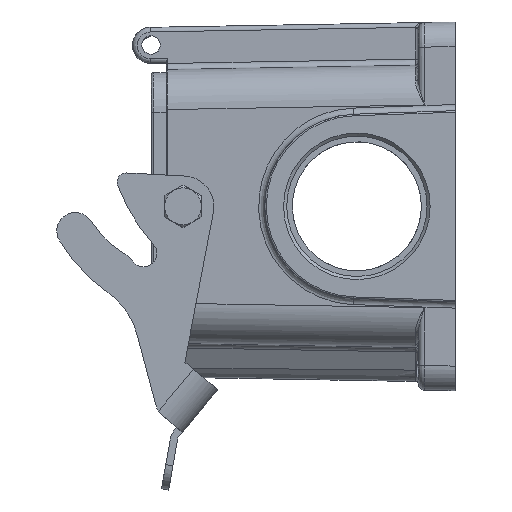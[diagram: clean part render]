
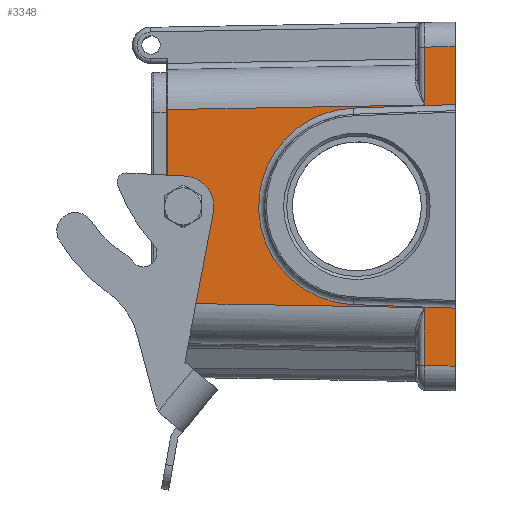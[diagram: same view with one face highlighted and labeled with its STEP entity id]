
A CAD part, left-side view. The second image highlights one B-rep face of the part: STEP entity #3348.
In plain terms, the highlighted planar face has unit normal (-1, 0.018, 0).
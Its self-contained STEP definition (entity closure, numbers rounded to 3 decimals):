
#269=ELLIPSE('',#13295,2.4,2.4);
#415=ELLIPSE('',#13658,32.005,32.);
#1018=FACE_BOUND('',#5145,.T.);
#1019=FACE_BOUND('',#5146,.T.);
#1331=LINE('',#20519,#2220);
#1426=LINE('',#21230,#2315);
#1427=LINE('',#21232,#2316);
#1428=LINE('',#21233,#2317);
#1429=LINE('',#21235,#2318);
#1430=LINE('',#21237,#2319);
#1431=LINE('',#21241,#2320);
#1432=LINE('',#21243,#2321);
#1433=LINE('',#21245,#2322);
#1434=LINE('',#21247,#2323);
#1435=LINE('',#21249,#2324);
#2220=VECTOR('',#15519,1.);
#2315=VECTOR('',#15840,1.);
#2316=VECTOR('',#15843,1.);
#2317=VECTOR('',#15844,1.);
#2318=VECTOR('',#15845,1.);
#2319=VECTOR('',#15846,1.);
#2320=VECTOR('',#15849,1.);
#2321=VECTOR('',#15850,1.);
#2322=VECTOR('',#15851,1.);
#2323=VECTOR('',#15852,1.);
#2324=VECTOR('',#15853,1.);
#3348=ADVANCED_FACE('',(#1018,#1019),#4001,.T.);
#4001=PLANE('',#13659);
#5145=EDGE_LOOP('',(#6845,#6846,#6847,#6848,#6849,#6850,#6851,#6852,#6853,
#6854,#6855,#6856));
#5146=EDGE_LOOP('',(#6857));
#6845=ORIENTED_EDGE('',*,*,#11295,.F.);
#6846=ORIENTED_EDGE('',*,*,#11485,.T.);
#6847=ORIENTED_EDGE('',*,*,#11484,.F.);
#6848=ORIENTED_EDGE('',*,*,#11486,.T.);
#6849=ORIENTED_EDGE('',*,*,#11487,.F.);
#6850=ORIENTED_EDGE('',*,*,#11488,.T.);
#6851=ORIENTED_EDGE('',*,*,#11489,.F.);
#6852=ORIENTED_EDGE('',*,*,#11490,.T.);
#6853=ORIENTED_EDGE('',*,*,#11491,.F.);
#6854=ORIENTED_EDGE('',*,*,#11492,.T.);
#6855=ORIENTED_EDGE('',*,*,#11493,.F.);
#6856=ORIENTED_EDGE('',*,*,#11494,.T.);
#6857=ORIENTED_EDGE('',*,*,#10927,.T.);
#9701=VERTEX_POINT('',#18894);
#9970=VERTEX_POINT('',#20499);
#9971=VERTEX_POINT('',#20520);
#10112=VERTEX_POINT('',#21227);
#10113=VERTEX_POINT('',#21229);
#10114=VERTEX_POINT('',#21234);
#10115=VERTEX_POINT('',#21236);
#10116=VERTEX_POINT('',#21238);
#10117=VERTEX_POINT('',#21240);
#10118=VERTEX_POINT('',#21242);
#10119=VERTEX_POINT('',#21244);
#10120=VERTEX_POINT('',#21246);
#10121=VERTEX_POINT('',#21248);
#10927=EDGE_CURVE('',#9701,#9701,#269,.T.);
#11295=EDGE_CURVE('',#9970,#9971,#1331,.T.);
#11484=EDGE_CURVE('',#10113,#10112,#1426,.T.);
#11485=EDGE_CURVE('',#9970,#10112,#1427,.T.);
#11486=EDGE_CURVE('',#10113,#10114,#1428,.T.);
#11487=EDGE_CURVE('',#10115,#10114,#1429,.T.);
#11488=EDGE_CURVE('',#10115,#10116,#1430,.T.);
#11489=EDGE_CURVE('',#10117,#10116,#415,.T.);
#11490=EDGE_CURVE('',#10117,#10118,#1431,.T.);
#11491=EDGE_CURVE('',#10119,#10118,#1432,.T.);
#11492=EDGE_CURVE('',#10119,#10120,#1433,.T.);
#11493=EDGE_CURVE('',#10121,#10120,#1434,.T.);
#11494=EDGE_CURVE('',#10121,#9971,#1435,.T.);
#13295=AXIS2_PLACEMENT_3D('',#18893,#14870,#14871);
#13658=AXIS2_PLACEMENT_3D('',#21239,#15847,#15848);
#13659=AXIS2_PLACEMENT_3D('',#21250,#15854,#15855);
#14870=DIRECTION('',(1.,-0.017,0.));
#14871=DIRECTION('',(0.017,1.,0.));
#15519=DIRECTION('',(0.,0.,1.));
#15840=DIRECTION('',(0.,0.,1.));
#15843=DIRECTION('',(-0.017,-1.,-0.017));
#15844=DIRECTION('',(-0.017,-1.,-0.017));
#15845=DIRECTION('',(0.,0.,-1.));
#15846=DIRECTION('',(0.017,0.999,0.035));
#15847=DIRECTION('',(-1.,0.017,0.));
#15848=DIRECTION('',(-0.017,-1.,0.));
#15849=DIRECTION('',(-0.017,-0.999,0.035));
#15850=DIRECTION('',(0.,0.,-1.));
#15851=DIRECTION('',(0.017,1.,-0.017));
#15852=DIRECTION('',(0.,0.,1.));
#15853=DIRECTION('',(0.017,1.,-0.017));
#15854=DIRECTION('',(-1.,0.017,0.));
#15855=DIRECTION('',(-0.017,-1.,0.));
#18893=CARTESIAN_POINT('',(-65.853,88.6,0.));
#18894=CARTESIAN_POINT('',(-65.812,91.,0.));
#20499=CARTESIAN_POINT('',(-65.768,93.509,-31.511));
#20519=CARTESIAN_POINT('',(-65.768,93.509,0.));
#20520=CARTESIAN_POINT('',(-65.768,93.509,31.511));
#21227=CARTESIAN_POINT('',(-67.225,10.035,-32.968));
#21229=CARTESIAN_POINT('',(-67.225,10.035,-51.826));
#21230=CARTESIAN_POINT('',(-67.225,10.035,0.));
#21232=CARTESIAN_POINT('',(-67.409,-0.531,-33.152));
#21233=CARTESIAN_POINT('',(-67.404,-0.202,-52.005));
#21234=CARTESIAN_POINT('',(-67.4,0.,-52.001));
#21235=CARTESIAN_POINT('',(-67.4,0.,-33.136));
#21236=CARTESIAN_POINT('',(-67.4,0.,-33.136));
#21237=CARTESIAN_POINT('',(-67.419,-1.061,-33.173));
#21238=CARTESIAN_POINT('',(-66.823,33.082,-31.981));
#21239=CARTESIAN_POINT('',(-66.842,31.965,0.));
#21240=CARTESIAN_POINT('',(-66.823,33.082,31.981));
#21241=CARTESIAN_POINT('',(-67.341,3.371,33.018));
#21242=CARTESIAN_POINT('',(-67.4,0.,33.136));
#21243=CARTESIAN_POINT('',(-67.4,0.,0.));
#21244=CARTESIAN_POINT('',(-67.4,0.,52.001));
#21245=CARTESIAN_POINT('',(-67.365,2.016,51.966));
#21246=CARTESIAN_POINT('',(-67.225,10.035,51.826));
#21247=CARTESIAN_POINT('',(-67.225,10.035,-63.554));
#21248=CARTESIAN_POINT('',(-67.225,10.035,32.968));
#21249=CARTESIAN_POINT('',(-67.371,1.687,33.113));
#21250=CARTESIAN_POINT('',(-67.4,0.,-63.554));
